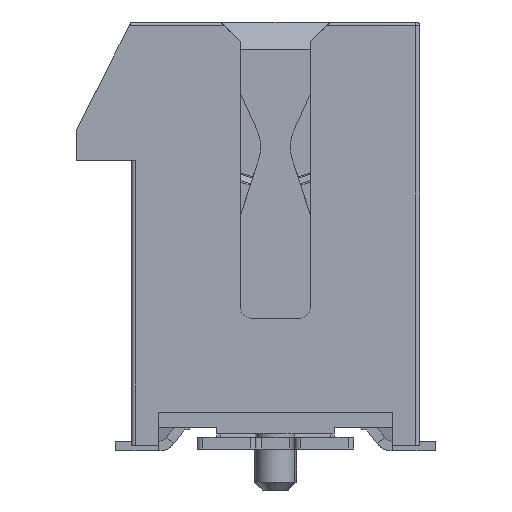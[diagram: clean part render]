
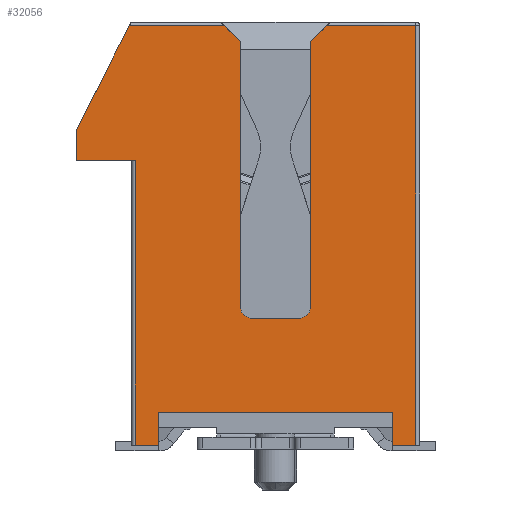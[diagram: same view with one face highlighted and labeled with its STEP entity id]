
A CAD part, left-side view. The second image highlights one B-rep face of the part: STEP entity #32056.
In plain terms, the highlighted planar face has unit normal (-1, 0, 0).
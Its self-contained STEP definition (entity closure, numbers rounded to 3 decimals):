
#3022=DIRECTION('',(0.,-1.,0.));
#3023=VECTOR('',#3022,0.6);
#3024=CARTESIAN_POINT('',(-12.5,3.6,-10.85));
#3025=LINE('',#3024,#3023);
#3038=DIRECTION('',(0.,-1.,0.));
#3039=VECTOR('',#3038,0.6);
#3040=CARTESIAN_POINT('',(-12.5,-3.,-10.85));
#3041=LINE('',#3040,#3039);
#6870=DIRECTION('',(0.,0.,-1.));
#6871=VECTOR('',#6870,6.8);
#6872=CARTESIAN_POINT('',(-12.5,0.9,-0.5));
#6873=LINE('',#6872,#6871);
#6874=CARTESIAN_POINT('',(-12.5,0.6,-7.3));
#6875=DIRECTION('',(-1.,0.,0.));
#6876=DIRECTION('',(0.,1.,0.));
#6877=AXIS2_PLACEMENT_3D('',#6874,#6875,#6876);
#6879=DIRECTION('',(0.,-1.,0.));
#6880=VECTOR('',#6879,1.2);
#6881=CARTESIAN_POINT('',(-12.5,0.6,-7.6));
#6882=LINE('',#6881,#6880);
#6883=CARTESIAN_POINT('',(-12.5,-0.6,-7.3));
#6884=DIRECTION('',(-1.,0.,0.));
#6885=DIRECTION('',(0.,0.,-1.));
#6886=AXIS2_PLACEMENT_3D('',#6883,#6884,#6885);
#6888=DIRECTION('',(0.,0.,1.));
#6889=VECTOR('',#6888,6.8);
#6890=CARTESIAN_POINT('',(-12.5,-0.9,-7.3));
#6891=LINE('',#6890,#6889);
#6892=DIRECTION('',(0.,0.707,-0.707));
#6893=VECTOR('',#6892,0.566);
#6894=CARTESIAN_POINT('',(-12.5,-1.3,-0.1));
#6895=LINE('',#6894,#6893);
#6896=DIRECTION('',(0.,-1.,0.));
#6897=VECTOR('',#6896,2.3);
#6898=CARTESIAN_POINT('',(-12.5,-1.3,-0.1));
#6899=LINE('',#6898,#6897);
#6900=DIRECTION('',(0.,0.,-1.));
#6901=VECTOR('',#6900,10.75);
#6902=CARTESIAN_POINT('',(-12.5,-3.6,-0.1));
#6903=LINE('',#6902,#6901);
#6904=DIRECTION('',(0.,0.,1.));
#6905=VECTOR('',#6904,0.85);
#6906=CARTESIAN_POINT('',(-12.5,-3.,-10.85));
#6907=LINE('',#6906,#6905);
#6908=DIRECTION('',(0.,1.,0.));
#6909=VECTOR('',#6908,6.);
#6910=CARTESIAN_POINT('',(-12.5,-3.,-10.));
#6911=LINE('',#6910,#6909);
#6912=DIRECTION('',(0.,0.,-1.));
#6913=VECTOR('',#6912,0.85);
#6914=CARTESIAN_POINT('',(-12.5,3.,-10.));
#6915=LINE('',#6914,#6913);
#6916=DIRECTION('',(0.,0.,-1.));
#6917=VECTOR('',#6916,7.3);
#6918=CARTESIAN_POINT('',(-12.5,3.6,-3.55));
#6919=LINE('',#6918,#6917);
#6920=DIRECTION('',(0.,0.,1.));
#6921=VECTOR('',#6920,0.8);
#6922=CARTESIAN_POINT('',(-12.5,5.1,-3.55));
#6923=LINE('',#6922,#6921);
#6924=DIRECTION('',(0.,-0.454,0.891));
#6925=VECTOR('',#6924,2.974);
#6926=CARTESIAN_POINT('',(-12.5,5.1,-2.75));
#6927=LINE('',#6926,#6925);
#6928=DIRECTION('',(0.,-1.,0.));
#6929=VECTOR('',#6928,2.451);
#6930=CARTESIAN_POINT('',(-12.5,3.751,-0.1));
#6931=LINE('',#6930,#6929);
#6932=DIRECTION('',(0.,-0.707,-0.707));
#6933=VECTOR('',#6932,0.566);
#6934=CARTESIAN_POINT('',(-12.5,1.3,-0.1));
#6935=LINE('',#6934,#6933);
#8702=CARTESIAN_POINT('',(-12.5,3.751,-0.1));
#8822=DIRECTION('',(0.,-1.,0.));
#8823=VECTOR('',#8822,1.5);
#8824=CARTESIAN_POINT('',(-12.5,5.1,-3.55));
#8825=LINE('',#8824,#8823);
#17407=CARTESIAN_POINT('',(-12.5,5.1,-3.55));
#17408=CARTESIAN_POINT('',(-12.5,5.1,-2.75));
#17409=VERTEX_POINT('',#17407);
#17410=VERTEX_POINT('',#17408);
#17475=CARTESIAN_POINT('',(-12.5,-3.,-10.));
#17476=CARTESIAN_POINT('',(-12.5,3.,-10.));
#17477=VERTEX_POINT('',#17475);
#17478=VERTEX_POINT('',#17476);
#17479=CARTESIAN_POINT('',(-12.5,-3.,-10.85));
#17480=VERTEX_POINT('',#17479);
#17481=CARTESIAN_POINT('',(-12.5,3.,-10.85));
#17482=VERTEX_POINT('',#17481);
#17483=VERTEX_POINT('',#8702);
#17486=CARTESIAN_POINT('',(-12.5,-3.6,-10.85));
#17488=VERTEX_POINT('',#17486);
#17489=CARTESIAN_POINT('',(-12.5,-3.6,-0.1));
#17490=VERTEX_POINT('',#17489);
#17493=CARTESIAN_POINT('',(-12.5,3.6,-10.85));
#17495=VERTEX_POINT('',#17493);
#17499=CARTESIAN_POINT('',(-12.5,3.6,-3.55));
#17500=VERTEX_POINT('',#17499);
#17523=CARTESIAN_POINT('',(-12.5,0.9,-0.5));
#17524=CARTESIAN_POINT('',(-12.5,0.9,-7.3));
#17525=VERTEX_POINT('',#17523);
#17526=VERTEX_POINT('',#17524);
#17527=CARTESIAN_POINT('',(-12.5,0.6,-7.6));
#17528=VERTEX_POINT('',#17527);
#17529=CARTESIAN_POINT('',(-12.5,-0.6,-7.6));
#17530=VERTEX_POINT('',#17529);
#17531=CARTESIAN_POINT('',(-12.5,-0.9,-7.3));
#17532=VERTEX_POINT('',#17531);
#17533=CARTESIAN_POINT('',(-12.5,-0.9,-0.5));
#17534=VERTEX_POINT('',#17533);
#17535=CARTESIAN_POINT('',(-12.5,-1.3,-0.1));
#17536=VERTEX_POINT('',#17535);
#17537=CARTESIAN_POINT('',(-12.5,1.3,-0.1));
#17538=VERTEX_POINT('',#17537);
#32016=CARTESIAN_POINT('',(-12.5,3.7,-10.85));
#32017=DIRECTION('',(-1.,0.,0.));
#32018=DIRECTION('',(0.,-1.,0.));
#32019=AXIS2_PLACEMENT_3D('',#32016,#32017,#32018);
#32020=PLANE('',#32019);
#32022=ORIENTED_EDGE('',*,*,#32021,.T.);
#32024=ORIENTED_EDGE('',*,*,#32023,.T.);
#32026=ORIENTED_EDGE('',*,*,#32025,.T.);
#32028=ORIENTED_EDGE('',*,*,#32027,.T.);
#32030=ORIENTED_EDGE('',*,*,#32029,.T.);
#32032=ORIENTED_EDGE('',*,*,#32031,.F.);
#32034=ORIENTED_EDGE('',*,*,#32033,.T.);
#32036=ORIENTED_EDGE('',*,*,#32035,.T.);
#32037=ORIENTED_EDGE('',*,*,#26004,.F.);
#32038=ORIENTED_EDGE('',*,*,#32009,.T.);
#32039=ORIENTED_EDGE('',*,*,#25892,.T.);
#32040=ORIENTED_EDGE('',*,*,#25925,.T.);
#32041=ORIENTED_EDGE('',*,*,#25989,.F.);
#32043=ORIENTED_EDGE('',*,*,#32042,.F.);
#32045=ORIENTED_EDGE('',*,*,#32044,.F.);
#32047=ORIENTED_EDGE('',*,*,#32046,.T.);
#32049=ORIENTED_EDGE('',*,*,#32048,.T.);
#32051=ORIENTED_EDGE('',*,*,#32050,.T.);
#32053=ORIENTED_EDGE('',*,*,#32052,.T.);
#32054=EDGE_LOOP('',(#32022,#32024,#32026,#32028,#32030,#32032,#32034,#32036,
#32037,#32038,#32039,#32040,#32041,#32043,#32045,#32047,#32049,#32051,#32053));
#32055=FACE_OUTER_BOUND('',#32054,.F.);
#6878=CIRCLE('',#6877,0.3);
#6887=CIRCLE('',#6886,0.3);
#25892=EDGE_CURVE('',#17477,#17478,#6911,.T.);
#25925=EDGE_CURVE('',#17478,#17482,#6915,.T.);
#25989=EDGE_CURVE('',#17495,#17482,#3025,.T.);
#26004=EDGE_CURVE('',#17480,#17488,#3041,.T.);
#32009=EDGE_CURVE('',#17480,#17477,#6907,.T.);
#32021=EDGE_CURVE('',#17525,#17526,#6873,.T.);
#32023=EDGE_CURVE('',#17526,#17528,#6878,.T.);
#32025=EDGE_CURVE('',#17528,#17530,#6882,.T.);
#32027=EDGE_CURVE('',#17530,#17532,#6887,.T.);
#32029=EDGE_CURVE('',#17532,#17534,#6891,.T.);
#32031=EDGE_CURVE('',#17536,#17534,#6895,.T.);
#32033=EDGE_CURVE('',#17536,#17490,#6899,.T.);
#32035=EDGE_CURVE('',#17490,#17488,#6903,.T.);
#32042=EDGE_CURVE('',#17500,#17495,#6919,.T.);
#32044=EDGE_CURVE('',#17409,#17500,#8825,.T.);
#32046=EDGE_CURVE('',#17409,#17410,#6923,.T.);
#32048=EDGE_CURVE('',#17410,#17483,#6927,.T.);
#32050=EDGE_CURVE('',#17483,#17538,#6931,.T.);
#32052=EDGE_CURVE('',#17538,#17525,#6935,.T.);
#32056=ADVANCED_FACE('',(#32055),#32020,.T.);
